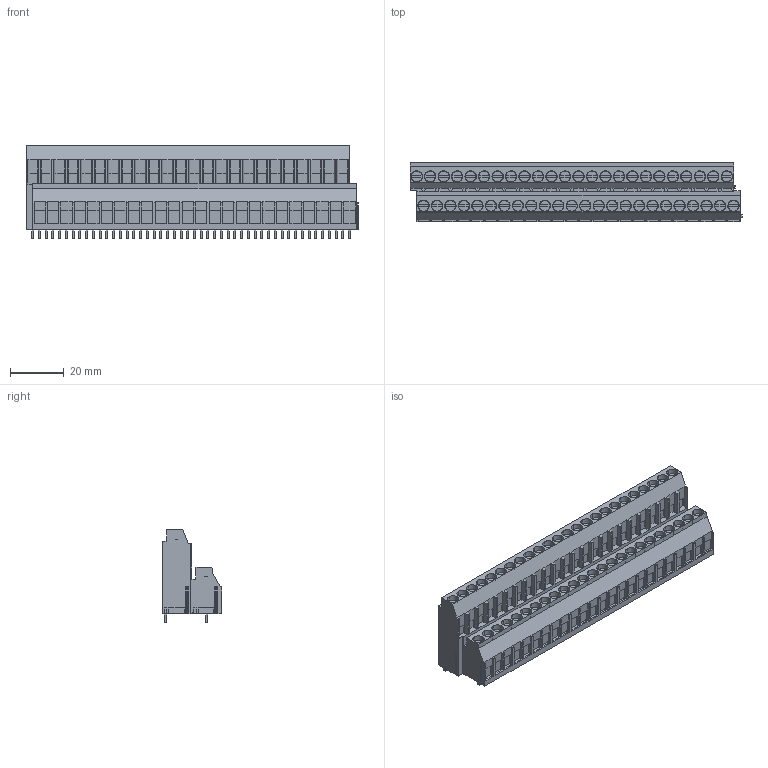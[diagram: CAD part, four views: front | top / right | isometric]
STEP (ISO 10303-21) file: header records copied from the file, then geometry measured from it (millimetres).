
FILE_DESCRIPTION(('CATIA V5 STEP','CAx-IF Rec.Pracs.--- Model Styling and Organization---1.4--- 2014-01-23'),'2;1');
FILE_NAME ('D1460972_1', '2024-03-18T13:08:05+00:00', ('none'), ('Weidmueller'), 'CATIA Version 5-6 Release 2016 SP3 HF44', 'CATIA V5 STEP AP214', 'none');
FILE_SCHEMA(('AUTOMOTIVE_DESIGN { 1 0 10303 214 1 1 1 1 }'));
Products named in the file (1): 1977470000
Bounding box: 123.15 x 21.94 x 34.47 mm (x, y, z)
Volume: 50674.8 mm3; surface area: 24284.4 mm2
Topology: 97 solids, 97 shells, 2638 faces, 7598 edges, 5203 vertices
Faces by surface type: plane 2446, cylinder 192
Entity records: 78430 total; most frequent: ORIENTED_EDGE 15196, CARTESIAN_POINT 15045, DIRECTION 9724, EDGE_CURVE 7598, VECTOR 6718, LINE 6718, VERTEX_POINT 5203, EDGE_LOOP 2687
